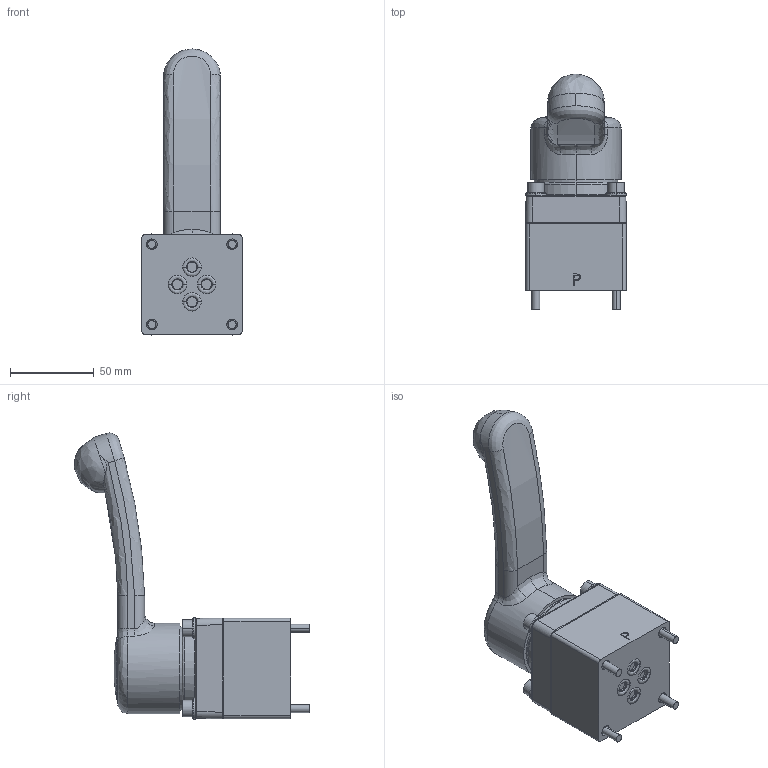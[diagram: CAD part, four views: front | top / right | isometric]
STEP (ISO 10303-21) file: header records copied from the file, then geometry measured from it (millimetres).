
FILE_DESCRIPTION (( 'STEP AP214' ), '1' );
FILE_NAME ('69676_HSV700-6-3_3-GB-HR-V.STEP', '2014-07-14T13:22:40', ( 'admin' ), ( '' ), 'SwSTEP 2.0', 'SolidWorks 2012', '' );
FILE_SCHEMA (( 'AUTOMOTIVE_DESIGN' ));
Length unit declared in the file: millimetre
Products named in the file (1): 69676_HSV700-6-3_3-GB-HR-V
Bounding box: 60.5 x 140.83 x 171.13 mm (x, y, z)
Volume: 376031 mm3; surface area: 54654.2 mm2
Topology: 5 solids, 8 shells, 329 faces, 793 edges, 500 vertices
Faces by surface type: plane 123, cylinder 120, bspline 60, cone 26
Entity records: 15570 total; most frequent: CARTESIAN_POINT 4385, ORIENTED_EDGE 1570, DIRECTION 1561, EDGE_CURVE 785, AXIS2_PLACEMENT_3D 604, VERTEX_POINT 500, EDGE_LOOP 365, LINE 353
